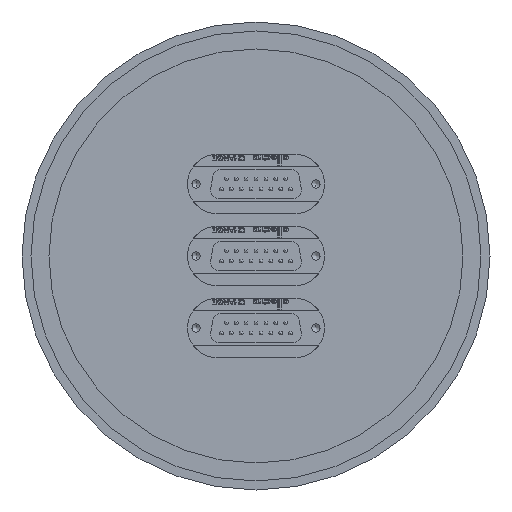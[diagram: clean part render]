
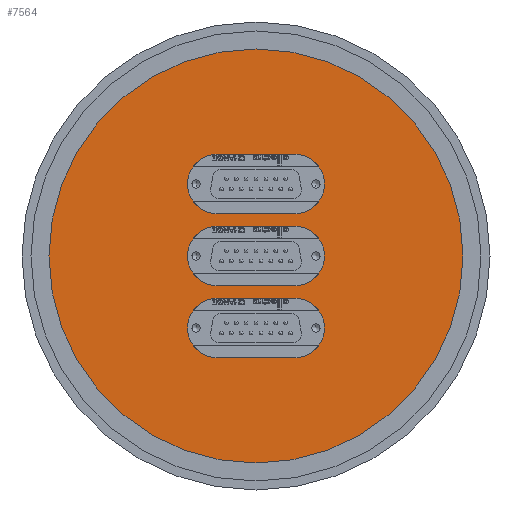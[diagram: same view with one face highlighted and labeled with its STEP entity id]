
A CAD part, front view. The second image highlights one B-rep face of the part: STEP entity #7564.
In plain terms, the highlighted planar face has unit normal (0, -1, 0).
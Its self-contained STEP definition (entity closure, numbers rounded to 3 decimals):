
#41 = ORIENTED_EDGE ( 'NONE', *, *, #2965, .T. ) ;
#54 = AXIS2_PLACEMENT_3D ( 'NONE', #10164, #8493, #11005 ) ;
#68 = ORIENTED_EDGE ( 'NONE', *, *, #7160, .T. ) ;
#106 = DIRECTION ( 'NONE',  ( 1., 0., 0. ) ) ;
#114 = ORIENTED_EDGE ( 'NONE', *, *, #9012, .T. ) ;
#129 = DIRECTION ( 'NONE',  ( 0., 0., 1. ) ) ;
#133 = AXIS2_PLACEMENT_3D ( 'NONE', #2042, #10247, #137 ) ;
#137 = DIRECTION ( 'NONE',  ( 0., 0., 1. ) ) ;
#169 = CARTESIAN_POINT ( 'NONE',  ( 10.75, -12., 20. ) ) ;
#241 = CIRCLE ( 'NONE', #54, 8.25 ) ;
#268 = VECTOR ( 'NONE', #10330, 1000. ) ;
#319 = CARTESIAN_POINT ( 'NONE',  ( 10.75, -12., 8.25 ) ) ;
#329 = CARTESIAN_POINT ( 'NONE',  ( 0., -12., 0. ) ) ;
#659 = DIRECTION ( 'NONE',  ( 0., 0., 1. ) ) ;
#846 = ORIENTED_EDGE ( 'NONE', *, *, #11183, .T. ) ;
#1009 = DIRECTION ( 'NONE',  ( 0., 1., 0. ) ) ;
#1076 = AXIS2_PLACEMENT_3D ( 'NONE', #5253, #8812, #7920 ) ;
#1172 = CARTESIAN_POINT ( 'NONE',  ( -10.75, -12., -8.25 ) ) ;
#1355 = VERTEX_POINT ( 'NONE', #2263 ) ;
#1565 = FACE_OUTER_BOUND ( 'NONE', #4926, .T. ) ;
#1614 = DIRECTION ( 'NONE',  ( 0., 1., 0. ) ) ;
#1670 = LINE ( 'NONE', #11637, #4836 ) ;
#1687 = EDGE_LOOP ( 'NONE', ( #5388, #41, #8782, #114 ) ) ;
#1688 = ORIENTED_EDGE ( 'NONE', *, *, #3067, .T. ) ;
#1707 = EDGE_CURVE ( 'NONE', #6891, #6352, #241, .T. ) ;
#1779 = EDGE_LOOP ( 'NONE', ( #7698, #8588, #11439, #5622 ) ) ;
#2042 = CARTESIAN_POINT ( 'NONE',  ( -10.75, -12., 0. ) ) ;
#2065 = EDGE_CURVE ( 'NONE', #5290, #6622, #9190, .T. ) ;
#2177 = CIRCLE ( 'NONE', #7315, 8.25 ) ;
#2208 = DIRECTION ( 'NONE',  ( -1., 0., 0. ) ) ;
#2239 = CARTESIAN_POINT ( 'NONE',  ( -10.75, -12., -28.25 ) ) ;
#2263 = CARTESIAN_POINT ( 'NONE',  ( 10.75, -12., 11.75 ) ) ;
#2456 = FACE_BOUND ( 'NONE', #1779, .T. ) ;
#2960 = AXIS2_PLACEMENT_3D ( 'NONE', #5205, #8826, #4312 ) ;
#2965 = EDGE_CURVE ( 'NONE', #6352, #10741, #1670, .T. ) ;
#2981 = CARTESIAN_POINT ( 'NONE',  ( 0., -12., -57.5 ) ) ;
#3009 = CARTESIAN_POINT ( 'NONE',  ( -10.75, -12., -8.25 ) ) ;
#3067 = EDGE_CURVE ( 'NONE', #6070, #4571, #7585, .T. ) ;
#3235 = VERTEX_POINT ( 'NONE', #2239 ) ;
#3491 = DIRECTION ( 'NONE',  ( 0., 1., 0. ) ) ;
#3562 = CIRCLE ( 'NONE', #133, 8.25 ) ;
#3864 = EDGE_CURVE ( 'NONE', #3235, #5290, #2177, .T. ) ;
#3934 = CARTESIAN_POINT ( 'NONE',  ( 0., -12., 57.5 ) ) ;
#4061 = EDGE_CURVE ( 'NONE', #6001, #6070, #9022, .T. ) ;
#4194 = VERTEX_POINT ( 'NONE', #9555 ) ;
#4312 = DIRECTION ( 'NONE',  ( 0., 0., -1. ) ) ;
#4571 = VERTEX_POINT ( 'NONE', #1172 ) ;
#4580 = CARTESIAN_POINT ( 'NONE',  ( -10.75, -12., 11.75 ) ) ;
#4723 = AXIS2_PLACEMENT_3D ( 'NONE', #169, #1009, #6523 ) ;
#4742 = DIRECTION ( 'NONE',  ( 0., -1., 0. ) ) ;
#4836 = VECTOR ( 'NONE', #106, 1000. ) ;
#4873 = EDGE_CURVE ( 'NONE', #6622, #4194, #6375, .T. ) ;
#4926 = EDGE_LOOP ( 'NONE', ( #68, #8775 ) ) ;
#5043 = AXIS2_PLACEMENT_3D ( 'NONE', #11116, #5545, #129 ) ;
#5191 = PLANE ( 'NONE',  #1076 ) ;
#5205 = CARTESIAN_POINT ( 'NONE',  ( 0., -12., 0. ) ) ;
#5253 = CARTESIAN_POINT ( 'NONE',  ( 0., -12., -57.5 ) ) ;
#5290 = VERTEX_POINT ( 'NONE', #7423 ) ;
#5388 = ORIENTED_EDGE ( 'NONE', *, *, #1707, .T. ) ;
#5524 = VERTEX_POINT ( 'NONE', #7413 ) ;
#5545 = DIRECTION ( 'NONE',  ( 0., 1., 0. ) ) ;
#5568 = CARTESIAN_POINT ( 'NONE',  ( -10.75, -12., 11.75 ) ) ;
#5622 = ORIENTED_EDGE ( 'NONE', *, *, #6254, .T. ) ;
#5902 = CARTESIAN_POINT ( 'NONE',  ( 10.75, -12., 28.25 ) ) ;
#5948 = VECTOR ( 'NONE', #10884, 1000. ) ;
#6001 = VERTEX_POINT ( 'NONE', #319 ) ;
#6070 = VERTEX_POINT ( 'NONE', #10066 ) ;
#6082 = FACE_BOUND ( 'NONE', #1687, .T. ) ;
#6125 = CARTESIAN_POINT ( 'NONE',  ( -10.75, -12., -20. ) ) ;
#6172 = VERTEX_POINT ( 'NONE', #3934 ) ;
#6254 = EDGE_CURVE ( 'NONE', #4194, #3235, #9344, .T. ) ;
#6352 = VERTEX_POINT ( 'NONE', #7246 ) ;
#6375 = CIRCLE ( 'NONE', #5043, 8.25 ) ;
#6501 = CARTESIAN_POINT ( 'NONE',  ( -10.75, -12., -11.75 ) ) ;
#6523 = DIRECTION ( 'NONE',  ( 0., 0., 1. ) ) ;
#6622 = VERTEX_POINT ( 'NONE', #10442 ) ;
#6891 = VERTEX_POINT ( 'NONE', #5568 ) ;
#7097 = AXIS2_PLACEMENT_3D ( 'NONE', #329, #4742, #7628 ) ;
#7160 = EDGE_CURVE ( 'NONE', #8269, #6172, #9238, .T. ) ;
#7246 = CARTESIAN_POINT ( 'NONE',  ( -10.75, -12., 28.25 ) ) ;
#7315 = AXIS2_PLACEMENT_3D ( 'NONE', #6125, #1614, #659 ) ;
#7413 = CARTESIAN_POINT ( 'NONE',  ( -10.75, -12., 8.25 ) ) ;
#7423 = CARTESIAN_POINT ( 'NONE',  ( -10.75, -12., -11.75 ) ) ;
#7475 = LINE ( 'NONE', #4580, #11336 ) ;
#7503 = VECTOR ( 'NONE', #2208, 1000. ) ;
#7564 = ADVANCED_FACE ( 'NONE', ( #2456, #9702, #6082, #1565 ), #5191, .T. ) ;
#7585 = LINE ( 'NONE', #3009, #268 ) ;
#7628 = DIRECTION ( 'NONE',  ( 0., 0., -1. ) ) ;
#7669 = CARTESIAN_POINT ( 'NONE',  ( -10.75, -12., -28.25 ) ) ;
#7698 = ORIENTED_EDGE ( 'NONE', *, *, #3864, .T. ) ;
#7832 = ORIENTED_EDGE ( 'NONE', *, *, #4061, .T. ) ;
#7920 = DIRECTION ( 'NONE',  ( 0., 0., -1. ) ) ;
#8193 = DIRECTION ( 'NONE',  ( 0., 0., 1. ) ) ;
#8269 = VERTEX_POINT ( 'NONE', #2981 ) ;
#8341 = EDGE_CURVE ( 'NONE', #4571, #5524, #3562, .T. ) ;
#8493 = DIRECTION ( 'NONE',  ( 0., 1., 0. ) ) ;
#8588 = ORIENTED_EDGE ( 'NONE', *, *, #2065, .T. ) ;
#8604 = CIRCLE ( 'NONE', #7097, 57.5 ) ;
#8775 = ORIENTED_EDGE ( 'NONE', *, *, #11690, .T. ) ;
#8782 = ORIENTED_EDGE ( 'NONE', *, *, #10012, .T. ) ;
#8812 = DIRECTION ( 'NONE',  ( 0., -1., 0. ) ) ;
#8826 = DIRECTION ( 'NONE',  ( 0., -1., 0. ) ) ;
#9012 = EDGE_CURVE ( 'NONE', #1355, #6891, #7475, .T. ) ;
#9022 = CIRCLE ( 'NONE', #10353, 8.25 ) ;
#9038 = LINE ( 'NONE', #9100, #5948 ) ;
#9100 = CARTESIAN_POINT ( 'NONE',  ( -10.75, -12., 8.25 ) ) ;
#9190 = LINE ( 'NONE', #6501, #10892 ) ;
#9238 = CIRCLE ( 'NONE', #2960, 57.5 ) ;
#9344 = LINE ( 'NONE', #7669, #7503 ) ;
#9434 = ORIENTED_EDGE ( 'NONE', *, *, #8341, .T. ) ;
#9555 = CARTESIAN_POINT ( 'NONE',  ( 10.75, -12., -28.25 ) ) ;
#9702 = FACE_BOUND ( 'NONE', #10190, .T. ) ;
#9850 = CIRCLE ( 'NONE', #4723, 8.25 ) ;
#10012 = EDGE_CURVE ( 'NONE', #10741, #1355, #9850, .T. ) ;
#10066 = CARTESIAN_POINT ( 'NONE',  ( 10.75, -12., -8.25 ) ) ;
#10094 = CARTESIAN_POINT ( 'NONE',  ( 10.75, -12., 0. ) ) ;
#10164 = CARTESIAN_POINT ( 'NONE',  ( -10.75, -12., 20. ) ) ;
#10190 = EDGE_LOOP ( 'NONE', ( #9434, #846, #7832, #1688 ) ) ;
#10247 = DIRECTION ( 'NONE',  ( 0., 1., 0. ) ) ;
#10330 = DIRECTION ( 'NONE',  ( -1., 0., 0. ) ) ;
#10353 = AXIS2_PLACEMENT_3D ( 'NONE', #10094, #3491, #8193 ) ;
#10442 = CARTESIAN_POINT ( 'NONE',  ( 10.75, -12., -11.75 ) ) ;
#10741 = VERTEX_POINT ( 'NONE', #5902 ) ;
#10884 = DIRECTION ( 'NONE',  ( 1., 0., 0. ) ) ;
#10892 = VECTOR ( 'NONE', #10920, 1000. ) ;
#10920 = DIRECTION ( 'NONE',  ( 1., 0., 0. ) ) ;
#11005 = DIRECTION ( 'NONE',  ( 0., 0., 1. ) ) ;
#11098 = DIRECTION ( 'NONE',  ( -1., 0., 0. ) ) ;
#11116 = CARTESIAN_POINT ( 'NONE',  ( 10.75, -12., -20. ) ) ;
#11183 = EDGE_CURVE ( 'NONE', #5524, #6001, #9038, .T. ) ;
#11336 = VECTOR ( 'NONE', #11098, 1000. ) ;
#11439 = ORIENTED_EDGE ( 'NONE', *, *, #4873, .T. ) ;
#11637 = CARTESIAN_POINT ( 'NONE',  ( -10.75, -12., 28.25 ) ) ;
#11690 = EDGE_CURVE ( 'NONE', #6172, #8269, #8604, .T. ) ;
